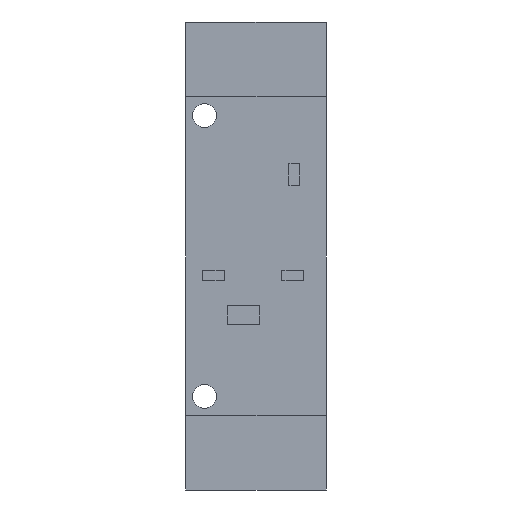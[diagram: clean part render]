
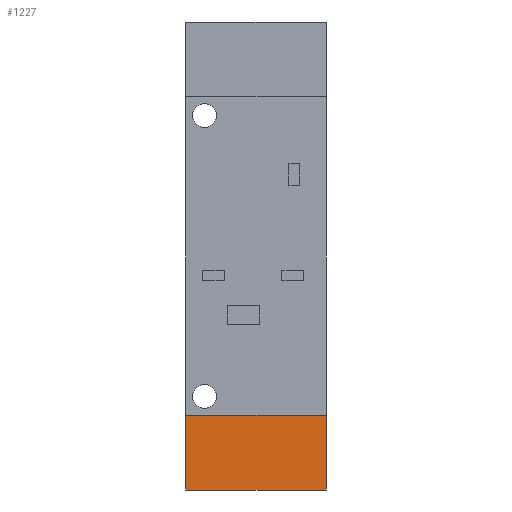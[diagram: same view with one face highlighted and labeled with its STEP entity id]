
A CAD part, front view. The second image highlights one B-rep face of the part: STEP entity #1227.
In plain terms, the highlighted planar face has unit normal (0, -1, 0).
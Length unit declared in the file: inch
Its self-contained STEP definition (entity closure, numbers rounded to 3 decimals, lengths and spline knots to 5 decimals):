
#30 = ORIENTED_EDGE ( 'NONE', *, *, #1269, .T. ) ;
#292 = VECTOR ( 'NONE', #948, 39.37008 ) ;
#566 = FACE_OUTER_BOUND ( 'NONE', #1063, .T. ) ;
#575 = LINE ( 'NONE', #876, #1486 ) ;
#577 = LINE ( 'NONE', #880, #1488 ) ;
#592 = LINE ( 'NONE', #916, #607 ) ;
#607 = VECTOR ( 'NONE', #917, 39.37008 ) ;
#876 = CARTESIAN_POINT ( 'NONE',  ( -0.375, -0.03025, -0.85 ) ) ;
#877 = DIRECTION ( 'NONE',  ( 1., 0., 0. ) ) ;
#880 = CARTESIAN_POINT ( 'NONE',  ( -0.375, -0.03025, -1.25 ) ) ;
#881 = DIRECTION ( 'NONE',  ( 1., 0., 0. ) ) ;
#916 = CARTESIAN_POINT ( 'NONE',  ( 0.375, -0.03025, -1.25 ) ) ;
#917 = DIRECTION ( 'NONE',  ( 0., 0., 1. ) ) ;
#947 = CARTESIAN_POINT ( 'NONE',  ( -0.375, -0.03025, -1.25 ) ) ;
#948 = DIRECTION ( 'NONE',  ( 0., 0., -1. ) ) ;
#1063 = EDGE_LOOP ( 'NONE', ( #1928, #2195, #30, #2078 ) ) ;
#1086 = VERTEX_POINT ( 'NONE', #1758 ) ;
#1090 = VERTEX_POINT ( 'NONE', #1762 ) ;
#1157 = LINE ( 'NONE', #947, #292 ) ;
#1227 = ADVANCED_FACE ( 'NONE', ( #566 ), #1878, .T. ) ;
#1234 = EDGE_CURVE ( 'NONE', #1090, #1086, #575, .T. ) ;
#1236 = EDGE_CURVE ( 'NONE', #2018, #2017, #577, .T. ) ;
#1253 = EDGE_CURVE ( 'NONE', #2017, #1086, #592, .T. ) ;
#1269 = EDGE_CURVE ( 'NONE', #1090, #2018, #1157, .T. ) ;
#1431 = CARTESIAN_POINT ( 'NONE',  ( 0.375, -0.03025, -1.25 ) ) ;
#1432 = CARTESIAN_POINT ( 'NONE',  ( -0.375, -0.03025, -1.25 ) ) ;
#1486 = VECTOR ( 'NONE', #877, 39.37008 ) ;
#1488 = VECTOR ( 'NONE', #881, 39.37008 ) ;
#1758 = CARTESIAN_POINT ( 'NONE',  ( 0.375, -0.03025, -0.85 ) ) ;
#1762 = CARTESIAN_POINT ( 'NONE',  ( -0.375, -0.03025, -0.85 ) ) ;
#1878 = PLANE ( 'NONE',  #2102 ) ;
#1879 = CARTESIAN_POINT ( 'NONE',  ( -0.375, -0.03025, -0.85 ) ) ;
#1880 = DIRECTION ( 'NONE',  ( 0., -1., 0. ) ) ;
#1881 = DIRECTION ( 'NONE',  ( 0., 0., -1. ) ) ;
#1928 = ORIENTED_EDGE ( 'NONE', *, *, #1253, .T. ) ;
#2017 = VERTEX_POINT ( 'NONE', #1431 ) ;
#2018 = VERTEX_POINT ( 'NONE', #1432 ) ;
#2078 = ORIENTED_EDGE ( 'NONE', *, *, #1236, .T. ) ;
#2102 = AXIS2_PLACEMENT_3D ( 'NONE', #1879, #1880, #1881 ) ;
#2195 = ORIENTED_EDGE ( 'NONE', *, *, #1234, .F. ) ;
